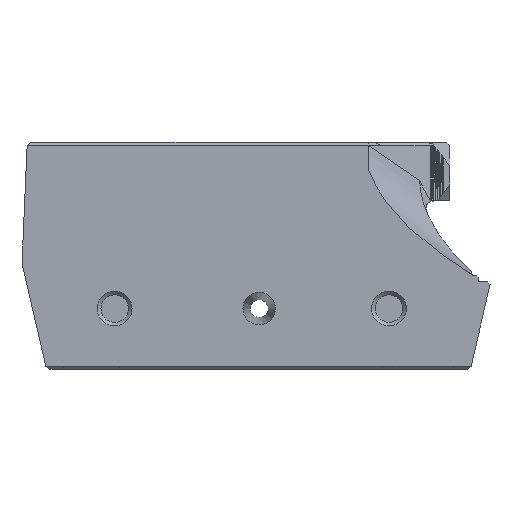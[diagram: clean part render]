
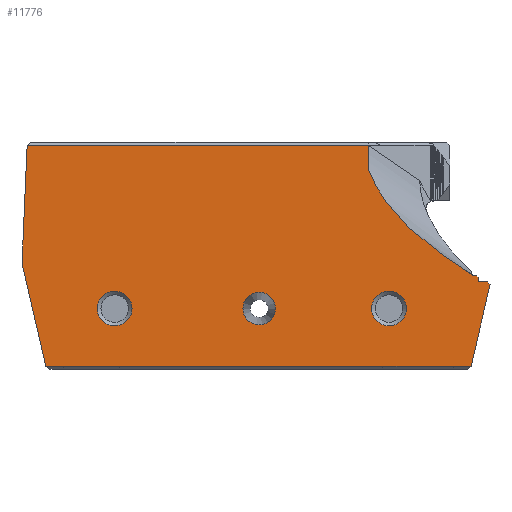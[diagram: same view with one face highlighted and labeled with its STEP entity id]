
A CAD part, top view. The second image highlights one B-rep face of the part: STEP entity #11776.
In plain terms, the highlighted planar face has unit normal (0, 0, 1).
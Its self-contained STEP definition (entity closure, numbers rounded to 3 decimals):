
#41=FACE_BOUND('',#1825,.T.);
#42=FACE_BOUND('',#1826,.T.);
#43=FACE_BOUND('',#1827,.T.);
#149=ELLIPSE('',#12469,18.469,10.);
#290=CIRCLE('',#11985,2.35);
#350=CIRCLE('',#12463,2.2);
#351=CIRCLE('',#12465,2.35);
#1078=FACE_OUTER_BOUND('',#1824,.T.);
#1824=EDGE_LOOP('',(#10267,#10268,#10269,#10270,#10271,#10272,#10273,#10274,
#10275,#10276,#10277,#10278,#10279,#10280,#10281,#10282,#10283,#10284,#10285));
#1825=EDGE_LOOP('',(#10286));
#1826=EDGE_LOOP('',(#10287));
#1827=EDGE_LOOP('',(#10288));
#1904=LINE('',#16027,#3294);
#1919=LINE('',#16103,#3309);
#2113=LINE('',#17228,#3503);
#2117=LINE('',#17235,#3507);
#2119=LINE('',#17238,#3509);
#2269=LINE('',#17918,#3659);
#2276=LINE('',#17932,#3666);
#2865=LINE('',#20014,#4255);
#2867=LINE('',#20021,#4257);
#2868=LINE('',#20024,#4258);
#2870=LINE('',#20028,#4260);
#2872=LINE('',#20032,#4262);
#2874=LINE('',#20036,#4264);
#2876=LINE('',#20039,#4266);
#2879=LINE('',#20046,#4269);
#2881=LINE('',#20050,#4271);
#3219=LINE('',#20731,#4609);
#3220=LINE('',#20733,#4610);
#3294=VECTOR('',#12802,10.);
#3309=VECTOR('',#12837,1.);
#3503=VECTOR('',#13339,1.);
#3507=VECTOR('',#13345,1.);
#3509=VECTOR('',#13349,1.);
#3659=VECTOR('',#13679,1.);
#3666=VECTOR('',#13688,1.);
#4255=VECTOR('',#15051,10.);
#4257=VECTOR('',#15061,1.);
#4258=VECTOR('',#15064,1.);
#4260=VECTOR('',#15068,1.);
#4262=VECTOR('',#15072,1.);
#4264=VECTOR('',#15076,1.);
#4266=VECTOR('',#15080,1.);
#4269=VECTOR('',#15085,1.);
#4271=VECTOR('',#15089,1.);
#4609=VECTOR('',#15829,1.);
#4610=VECTOR('',#15832,1.);
#4678=VERTEX_POINT('',#16024);
#4679=VERTEX_POINT('',#16026);
#4691=VERTEX_POINT('',#16102);
#4830=VERTEX_POINT('',#17216);
#4834=VERTEX_POINT('',#17225);
#4835=VERTEX_POINT('',#17227);
#4837=VERTEX_POINT('',#17232);
#5033=VERTEX_POINT('',#17915);
#5034=VERTEX_POINT('',#17917);
#5040=VERTEX_POINT('',#17930);
#5358=VERTEX_POINT('',#19995);
#5360=VERTEX_POINT('',#20001);
#5361=VERTEX_POINT('',#20005);
#5363=VERTEX_POINT('',#20011);
#5364=VERTEX_POINT('',#20013);
#5365=VERTEX_POINT('',#20017);
#5366=VERTEX_POINT('',#20023);
#5367=VERTEX_POINT('',#20027);
#5368=VERTEX_POINT('',#20031);
#5369=VERTEX_POINT('',#20035);
#5372=VERTEX_POINT('',#20045);
#5373=VERTEX_POINT('',#20049);
#5590=EDGE_CURVE('',#4678,#4679,#1904,.T.);
#5611=EDGE_CURVE('',#4679,#4691,#1919,.T.);
#5868=EDGE_CURVE('',#4830,#4830,#290,.T.);
#5872=EDGE_CURVE('',#4834,#4835,#2113,.T.);
#5876=EDGE_CURVE('',#4837,#4835,#2117,.T.);
#5878=EDGE_CURVE('',#4837,#4678,#2119,.T.);
#6103=EDGE_CURVE('',#5033,#5034,#2269,.T.);
#6110=EDGE_CURVE('',#5040,#5033,#2276,.T.);
#6770=EDGE_CURVE('',#5360,#5360,#350,.T.);
#6772=EDGE_CURVE('',#5361,#5361,#351,.T.);
#6775=EDGE_CURVE('',#5363,#5364,#2865,.T.);
#6777=EDGE_CURVE('',#5365,#5364,#149,.T.);
#6779=EDGE_CURVE('',#5365,#5358,#2867,.T.);
#6780=EDGE_CURVE('',#5358,#5366,#2868,.T.);
#6782=EDGE_CURVE('',#5366,#5367,#2870,.T.);
#6784=EDGE_CURVE('',#5367,#5368,#2872,.T.);
#6786=EDGE_CURVE('',#5368,#5369,#2874,.T.);
#6788=EDGE_CURVE('',#5040,#5369,#2876,.T.);
#6791=EDGE_CURVE('',#5372,#5034,#2879,.T.);
#6793=EDGE_CURVE('',#5372,#5373,#2881,.T.);
#7134=EDGE_CURVE('',#4834,#5373,#3219,.T.);
#7135=EDGE_CURVE('',#5363,#4691,#3220,.T.);
#10267=ORIENTED_EDGE('',*,*,#7134,.T.);
#10268=ORIENTED_EDGE('',*,*,#6793,.F.);
#10269=ORIENTED_EDGE('',*,*,#6791,.T.);
#10270=ORIENTED_EDGE('',*,*,#6103,.F.);
#10271=ORIENTED_EDGE('',*,*,#6110,.F.);
#10272=ORIENTED_EDGE('',*,*,#6788,.T.);
#10273=ORIENTED_EDGE('',*,*,#6786,.F.);
#10274=ORIENTED_EDGE('',*,*,#6784,.F.);
#10275=ORIENTED_EDGE('',*,*,#6782,.F.);
#10276=ORIENTED_EDGE('',*,*,#6780,.F.);
#10277=ORIENTED_EDGE('',*,*,#6779,.F.);
#10278=ORIENTED_EDGE('',*,*,#6777,.T.);
#10279=ORIENTED_EDGE('',*,*,#6775,.F.);
#10280=ORIENTED_EDGE('',*,*,#7135,.T.);
#10281=ORIENTED_EDGE('',*,*,#5611,.F.);
#10282=ORIENTED_EDGE('',*,*,#5590,.F.);
#10283=ORIENTED_EDGE('',*,*,#5878,.F.);
#10284=ORIENTED_EDGE('',*,*,#5876,.T.);
#10285=ORIENTED_EDGE('',*,*,#5872,.F.);
#10286=ORIENTED_EDGE('',*,*,#5868,.F.);
#10287=ORIENTED_EDGE('',*,*,#6770,.T.);
#10288=ORIENTED_EDGE('',*,*,#6772,.T.);
#11041=PLANE('',#12679);
#11776=ADVANCED_FACE('',(#1078,#41,#42,#43),#11041,.F.);
#11985=AXIS2_PLACEMENT_3D('',#17218,#13332,#13333);
#12463=AXIS2_PLACEMENT_3D('',#20003,#15040,#15041);
#12465=AXIS2_PLACEMENT_3D('',#20007,#15045,#15046);
#12469=AXIS2_PLACEMENT_3D('',#20018,#15056,#15057);
#12679=AXIS2_PLACEMENT_3D('',#20732,#15830,#15831);
#12802=DIRECTION('',(-0.226,0.974,0.));
#12837=DIRECTION('',(0.044,0.999,0.));
#13332=DIRECTION('center_axis',(0.,0.,
1.));
#13333=DIRECTION('ref_axis',(-0.783,0.621,0.));
#13339=DIRECTION('',(-1.,0.,0.));
#13345=DIRECTION('',(1.,0.,0.));
#13349=DIRECTION('',(-0.783,0.621,0.));
#13679=DIRECTION('',(-0.783,-0.621,0.));
#13688=DIRECTION('',(-0.226,-0.974,0.));
#15040=DIRECTION('center_axis',(0.,0.,
-1.));
#15041=DIRECTION('ref_axis',(-1.,0.,0.));
#15045=DIRECTION('center_axis',(0.,0.,
-1.));
#15046=DIRECTION('ref_axis',(-0.783,0.621,0.));
#15051=DIRECTION('',(0.,-1.,0.));
#15056=DIRECTION('center_axis',(0.,0.,
-1.));
#15057=DIRECTION('ref_axis',(0.827,-0.562,0.));
#15061=DIRECTION('',(0.827,-0.562,0.));
#15064=DIRECTION('',(1.,0.,0.));
#15068=DIRECTION('',(0.708,-0.706,0.));
#15072=DIRECTION('',(0.,-1.,0.));
#15076=DIRECTION('',(1.,0.,0.));
#15080=DIRECTION('',(-0.624,0.782,0.));
#15085=DIRECTION('',(1.,0.,0.));
#15089=DIRECTION('',(-1.,0.,0.));
#15829=DIRECTION('',(1.,0.,0.));
#15830=DIRECTION('center_axis',(0.,0.,
-1.));
#15831=DIRECTION('ref_axis',(1.,0.,0.));
#15832=DIRECTION('',(-1.,0.,0.));
#16024=CARTESIAN_POINT('',(-9.269,-7.791,-4.5));
#16026=CARTESIAN_POINT('',(-12.49,6.122,-4.5));
#16027=CARTESIAN_POINT('',(-10.454,-2.675,-4.5));
#16102=CARTESIAN_POINT('',(-11.797,21.997,-4.5));
#16103=CARTESIAN_POINT('',(-11.94,18.736,-4.5));
#17216=CARTESIAN_POINT('',(0.,-2.35,-4.5));
#17218=CARTESIAN_POINT('Origin',(0.,0.,
-4.5));
#17225=CARTESIAN_POINT('',(0.401,-7.803,-4.5));
#17227=CARTESIAN_POINT('',(-6.793,-7.803,-4.5));
#17228=CARTESIAN_POINT('',(19.965,-7.803,-4.5));
#17232=CARTESIAN_POINT('',(-9.254,-7.803,-4.5));
#17235=CARTESIAN_POINT('',(-7.101,-7.803,-4.5));
#17238=CARTESIAN_POINT('',(-9.025,-7.984,-4.5));
#17915=CARTESIAN_POINT('',(48.07,-7.791,-4.5));
#17917=CARTESIAN_POINT('',(48.055,-7.803,-4.5));
#17918=CARTESIAN_POINT('',(47.826,-7.984,-4.5));
#17930=CARTESIAN_POINT('',(50.617,3.207,-4.5));
#17932=CARTESIAN_POINT('',(49.381,-2.132,-4.5));
#19995=CARTESIAN_POINT('',(48.422,4.397,-4.5));
#20001=CARTESIAN_POINT('',(17.301,-0.003,-4.5));
#20003=CARTESIAN_POINT('Origin',(19.501,-0.003,
-4.5));
#20005=CARTESIAN_POINT('',(37.,2.35,-4.5));
#20007=CARTESIAN_POINT('Origin',(37.,0.,
-4.5));
#20011=CARTESIAN_POINT('',(34.201,21.997,-4.5));
#20013=CARTESIAN_POINT('',(34.201,18.719,-4.5));
#20014=CARTESIAN_POINT('',(34.201,5.849,-4.5));
#20017=CARTESIAN_POINT('',(44.075,7.353,-4.5));
#20018=CARTESIAN_POINT('Origin',(49.699,15.622,-4.5));
#20021=CARTESIAN_POINT('',(33.424,14.597,-4.5));
#20023=CARTESIAN_POINT('',(48.839,4.397,-4.5));
#20024=CARTESIAN_POINT('',(45.759,4.397,-4.5));
#20027=CARTESIAN_POINT('',(49.039,4.197,-4.5));
#20028=CARTESIAN_POINT('',(49.129,4.108,-4.5));
#20031=CARTESIAN_POINT('',(49.039,3.597,-4.5));
#20032=CARTESIAN_POINT('',(49.039,3.897,-4.5));
#20035=CARTESIAN_POINT('',(50.306,3.597,-4.5));
#20036=CARTESIAN_POINT('',(-1.317,3.597,-4.5));
#20039=CARTESIAN_POINT('',(50.386,3.496,-4.5));
#20045=CARTESIAN_POINT('',(45.597,-7.803,-4.5));
#20046=CARTESIAN_POINT('',(47.551,-7.803,-4.5));
#20049=CARTESIAN_POINT('',(36.301,-7.803,-4.5));
#20050=CARTESIAN_POINT('',(19.965,-7.803,-4.5));
#20731=CARTESIAN_POINT('',(35.901,-7.803,-4.5));
#20732=CARTESIAN_POINT('Origin',(33.424,4.597,-4.5));
#20733=CARTESIAN_POINT('',(43.276,21.997,-4.5));
